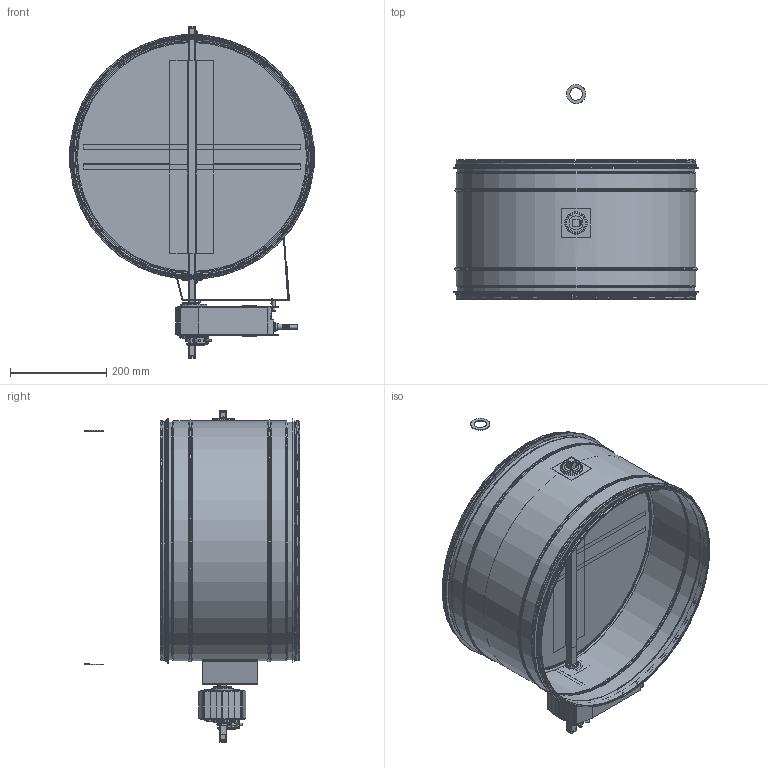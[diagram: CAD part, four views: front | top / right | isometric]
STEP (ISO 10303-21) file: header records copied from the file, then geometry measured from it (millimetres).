
FILE_DESCRIPTION((''),'2;1');
FILE_NAME('HISC-EFB_SF24-500.stp','2014-06-23T07:58:07',(''),(''),'Autodesk Inventor 2013','Autodesk Inventor 2013','');
FILE_SCHEMA(('AUTOMOTIVE_DESIGN { 1 2 10303 214 0 1 1 1 }'));
Length unit declared in the file: millimetre
Products named in the file (26): HISC-EFB_SF24-500; HISochHISC_Rör-10; Spjällhylla-500; 999272_Ø680; Lagerbuss; 143067; 116040; 999010; Stödprofil-450; Ändavslut; 90242___8_13-mattssons; Täckbricka; Cellgummi_40x26x2; 90232___6_10-mattssons; SF24A; SF24A-1; SF24A-2; SF24A-3; SF24A-4; SF24A-5; SF24A-6; SF24A-7; SF24A-8; SF24A-9; FästeSpjällmotorSF-Stora; G-list-500
Assembly tree (34 placements, depth 3):
  HISC-EFB_SF24-500
    HISochHISC_Rör-10
    Spjällhylla-500
    999272_Ø680
    Lagerbuss  x2
    143067
    116040
    999010  x2
    Stödprofil-450
    Ändavslut  x2
    90242___8_13-mattssons  x4
    Täckbricka  x2
    Cellgummi_40x26x2  x2
    90232___6_10-mattssons  x2
    SF24A
      SF24A-1
      SF24A-2
      SF24A-3
      SF24A-4
      SF24A-5
      SF24A-6
      SF24A-7
      SF24A-8
      SF24A-9
    FästeSpjällmotorSF-Stora
    G-list-500
Bounding box: 507.93 x 447.17 x 690 mm (x, y, z)
Volume: 1902842.5 mm3; surface area: 2026334.8 mm2
Topology: 33 solids, 34 shells, 3143 faces, 8525 edges, 5534 vertices
Faces by surface type: plane 2620, cylinder 307, cone 148, torus 46, sphere 14, bspline 8
Full cylindrical faces by diameter (mm): 1.6 x7, 2.656 x12, 3.291 x28, 3.5 x10, 4 x1, 4.2 x26, 5 x8, 6 x1, 6.4 x4, 7 x6, 8 x10, 8.8 x4, 9 x1, 10 x2, 11 x7, 17 x1, 18 x2, 21 x1, 26 x2, 28 x4, 29 x2, 36 x1, 38 x2, 40 x3, 476.191 x2, 480 x1, 485 x1, 492.35 x1, 492.51 x1, 493.35 x1
Entity records: 91768 total; most frequent: CARTESIAN_POINT 17681, ORIENTED_EDGE 15216, DIRECTION 13958, EDGE_CURVE 7608, VECTOR 6836, LINE 6836, VERTEX_POINT 5075, AXIS2_PLACEMENT_3D 3561
